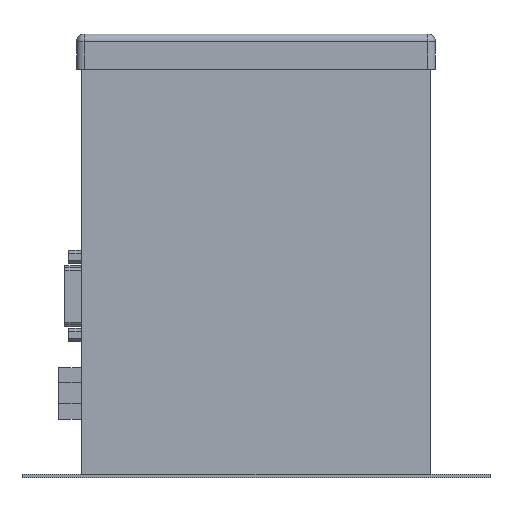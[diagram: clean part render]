
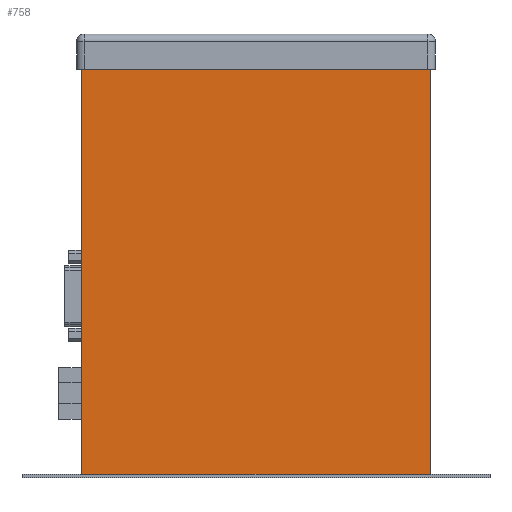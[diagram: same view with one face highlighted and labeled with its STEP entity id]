
A CAD part, left-side view. The second image highlights one B-rep face of the part: STEP entity #758.
In plain terms, the highlighted planar face has unit normal (-1, 0, 0).
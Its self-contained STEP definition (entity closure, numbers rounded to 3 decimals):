
#722=AXIS2_PLACEMENT_3D('Plane Axis2P3D',#719,#720,#721) ;
#719=CARTESIAN_POINT('Axis2P3D Location',(-1.2,161.45,1.5)) ;
#724=CARTESIAN_POINT('Line Origine',(-1.2,161.45,87.5)) ;
#728=CARTESIAN_POINT('Vertex',(-1.2,161.45,1.5)) ;
#730=CARTESIAN_POINT('Vertex',(-1.2,161.45,173.5)) ;
#733=CARTESIAN_POINT('Line Origine',(-1.2,92.5,1.5)) ;
#737=CARTESIAN_POINT('Vertex',(-1.2,23.55,1.5)) ;
#740=CARTESIAN_POINT('Line Origine',(-1.2,23.55,87.5)) ;
#744=CARTESIAN_POINT('Vertex',(-1.2,23.55,173.5)) ;
#747=CARTESIAN_POINT('Line Origine',(-1.2,92.5,173.5)) ;
#720=DIRECTION('Axis2P3D Direction',(-1.,0.,0.)) ;
#721=DIRECTION('Axis2P3D XDirection',(0.,-1.,0.)) ;
#725=DIRECTION('Vector Direction',(0.,0.,1.)) ;
#734=DIRECTION('Vector Direction',(0.,-1.,0.)) ;
#741=DIRECTION('Vector Direction',(0.,0.,1.)) ;
#748=DIRECTION('Vector Direction',(0.,-1.,0.)) ;
#726=VECTOR('Line Direction',#725,1.) ;
#735=VECTOR('Line Direction',#734,1.) ;
#742=VECTOR('Line Direction',#741,1.) ;
#749=VECTOR('Line Direction',#748,1.) ;
#753=ORIENTED_EDGE('',*,*,#732,.F.) ;
#754=ORIENTED_EDGE('',*,*,#739,.T.) ;
#755=ORIENTED_EDGE('',*,*,#746,.T.) ;
#756=ORIENTED_EDGE('',*,*,#751,.F.) ;
#758=ADVANCED_FACE('Housing',(#757),#723,.T.) ;
#732=EDGE_CURVE('',#729,#731,#727,.T.) ;
#739=EDGE_CURVE('',#729,#738,#736,.T.) ;
#746=EDGE_CURVE('',#738,#745,#743,.T.) ;
#751=EDGE_CURVE('',#731,#745,#750,.T.) ;
#752=EDGE_LOOP('',(#753,#754,#755,#756)) ;
#757=FACE_OUTER_BOUND('',#752,.T.) ;
#727=LINE('Line',#724,#726) ;
#736=LINE('Line',#733,#735) ;
#743=LINE('Line',#740,#742) ;
#750=LINE('Line',#747,#749) ;
#723=PLANE('',#722) ;
#729=VERTEX_POINT('',#728) ;
#731=VERTEX_POINT('',#730) ;
#738=VERTEX_POINT('',#737) ;
#745=VERTEX_POINT('',#744) ;
